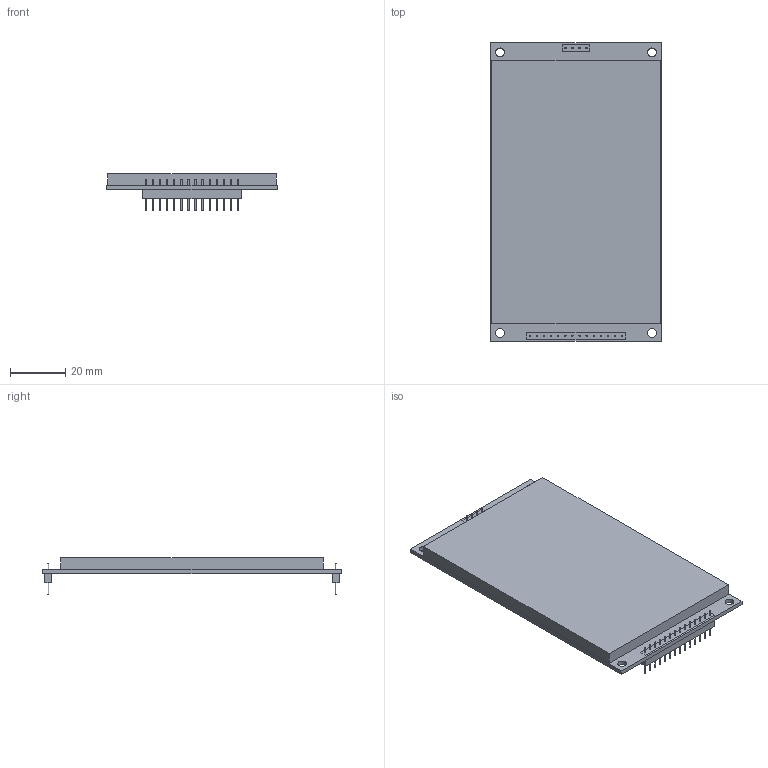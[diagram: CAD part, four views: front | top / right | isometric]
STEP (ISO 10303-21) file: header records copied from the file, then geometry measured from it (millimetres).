
FILE_DESCRIPTION(/* description */ ('','CAx-IF Rec.Pracs.---Representation and Presentation of Product Manufacturing Information (PMI)---4.0---2014-10-13'),/* implementation_level */ '2;1');
FILE_NAME(/* name */ 'TFT_4IN v2.step',/* time_stamp */ '2024-12-18T09:34:25-05:00',/* author */ (''),/* organization */ (''),/* preprocessor_version */ 'ST-DEVELOPER v20',/* originating_system */ 'Autodesk Translation Framework v13.20.0.188',/* authorisation */ '');
FILE_SCHEMA (('AP242_MANAGED_MODEL_BASED_3D_ENGINEERING_MIM_LF { 1 0 10303 442 1 1 4 }'));
Length unit declared in the file: millimetre
Products named in the file (1): TFT_4IN
Bounding box: 61.74 x 108.04 x 13.24 mm (x, y, z)
Volume: 35440.5 mm3; surface area: 16196.3 mm2
Topology: 21 solids, 21 shells, 99 faces, 168 edges, 112 vertices
Faces by surface type: plane 59, cylinder 40
Full cylindrical faces by diameter (mm): 0.4 x36, 3.2 x4
Entity records: 2463 total; most frequent: DIRECTION 448, CARTESIAN_POINT 380, ORIENTED_EDGE 336, AXIS2_PLACEMENT_3D 180, EDGE_CURVE 168, EDGE_LOOP 144, VERTEX_POINT 112, FACE_OUTER_BOUND 99
